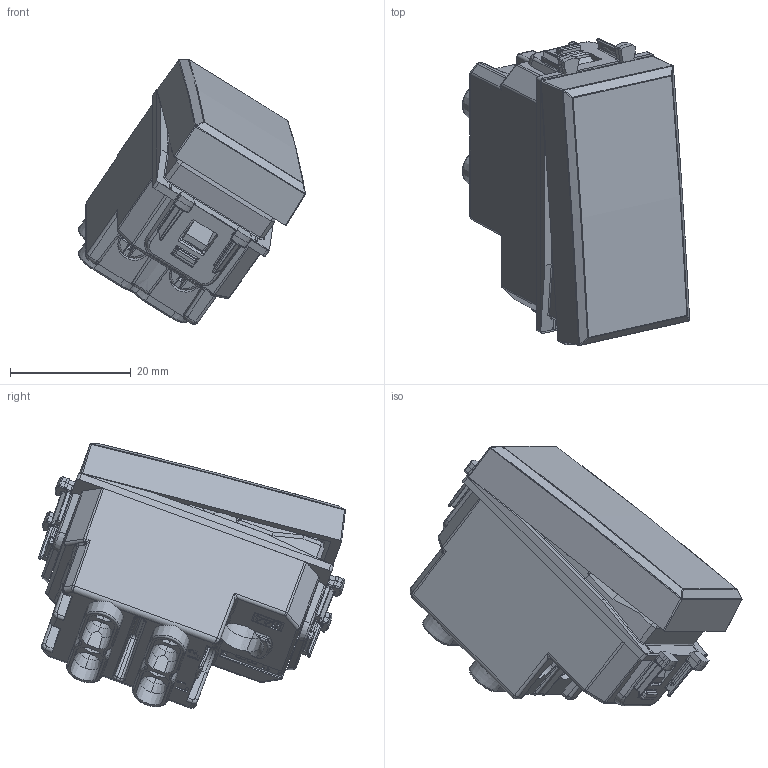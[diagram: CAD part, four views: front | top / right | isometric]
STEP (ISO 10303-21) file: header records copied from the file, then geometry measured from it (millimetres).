
FILE_DESCRIPTION(('CATIA V5 STEP Exchange'),'2;1');
FILE_NAME('442002_2P.stp','2024-03-19T11:03:51+00:00',('none'),('none'),'CATIA Version 5-6 Release 2016 SP6','CATIA V5 STEP AP203','none');
FILE_SCHEMA(('CONFIG_CONTROL_DESIGN'));
Length unit declared in the file: millimetre
Products named in the file (1): STEP
Assembly tree (17 placements, depth 2):
  STEP
    #57
    #39609
    #90258
    #124523  x2
    #126124  x2
    #127811  x4
    #129724  x4
    #130668
    #138920
Bounding box: 37.59 x 50.77 x 43.83 mm (x, y, z)
Volume: 16564.9 mm3; surface area: 25076.1 mm2
Topology: 19 solids, 19 shells, 4593 faces, 12334 edges, 7660 vertices
Faces by surface type: plane 2388, cylinder 1210, bspline 448, cone 244, torus 141, sphere 118, extrusion 36, revolution 8
Entity records: 163738 total; most frequent: CARTESIAN_POINT 70494, ORIENTED_EDGE 22414, DIRECTION 13894, EDGE_CURVE 11207, VERTEX_POINT 7025, VECTOR 6320, LINE 6284, AXIS2_PLACEMENT_3D 4445
